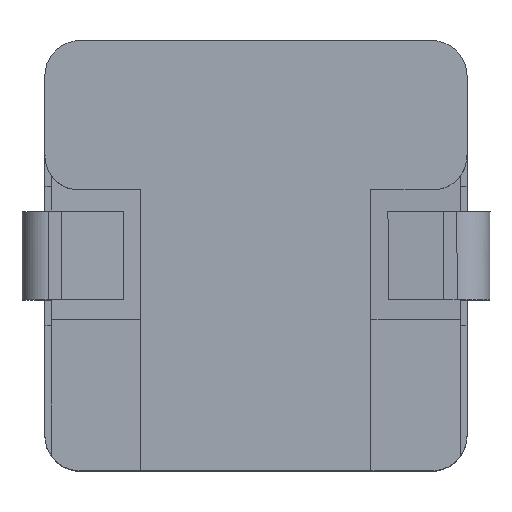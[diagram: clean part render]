
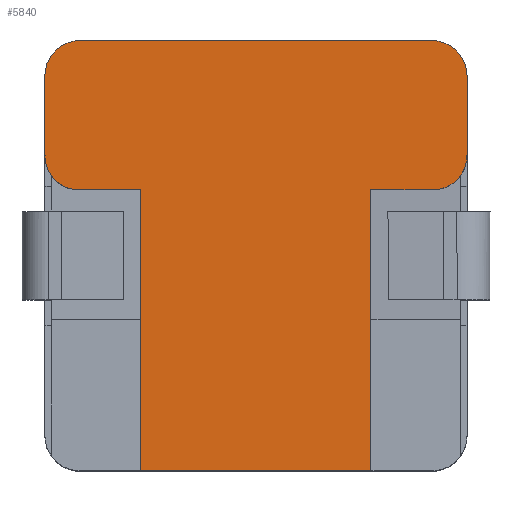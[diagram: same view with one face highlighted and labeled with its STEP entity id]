
A CAD part, top view. The second image highlights one B-rep face of the part: STEP entity #5840.
In plain terms, the highlighted planar face has unit normal (0, 0, 1).
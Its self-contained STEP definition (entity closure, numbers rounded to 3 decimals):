
#33=CIRCLE('',#6080,0.8);
#34=CIRCLE('',#6081,0.8);
#48=(
BOUNDED_CURVE()
B_SPLINE_CURVE(3,(#7616,#7617,#7618,#7619),.CIRCULAR_ARC.,.F.,.F.)
B_SPLINE_CURVE_WITH_KNOTS((4,4),(0.,1.),.UNSPECIFIED.)
CURVE()
GEOMETRIC_REPRESENTATION_ITEM()
RATIONAL_B_SPLINE_CURVE((1.,0.805,0.805,1.))
REPRESENTATION_ITEM('')
);
#49=(
BOUNDED_CURVE()
B_SPLINE_CURVE(3,(#7630,#7631,#7632,#7633),.CIRCULAR_ARC.,.F.,.F.)
B_SPLINE_CURVE_WITH_KNOTS((4,4),(0.,1.),.UNSPECIFIED.)
CURVE()
GEOMETRIC_REPRESENTATION_ITEM()
RATIONAL_B_SPLINE_CURVE((1.,0.805,0.805,1.))
REPRESENTATION_ITEM('')
);
#541=ORIENTED_EDGE('',*,*,#1729,.F.);
#542=ORIENTED_EDGE('',*,*,#1730,.T.);
#543=ORIENTED_EDGE('',*,*,#1731,.F.);
#544=ORIENTED_EDGE('',*,*,#1715,.F.);
#545=ORIENTED_EDGE('',*,*,#1630,.F.);
#546=ORIENTED_EDGE('',*,*,#1691,.F.);
#547=ORIENTED_EDGE('',*,*,#1732,.F.);
#548=ORIENTED_EDGE('',*,*,#1693,.F.);
#549=ORIENTED_EDGE('',*,*,#1627,.F.);
#550=ORIENTED_EDGE('',*,*,#1714,.F.);
#551=ORIENTED_EDGE('',*,*,#1733,.F.);
#552=ORIENTED_EDGE('',*,*,#1734,.T.);
#1627=EDGE_CURVE('',#2248,#2247,#2661,.T.);
#1630=EDGE_CURVE('',#2250,#2249,#2664,.T.);
#1691=EDGE_CURVE('',#2308,#2250,#2721,.T.);
#1693=EDGE_CURVE('',#2247,#2309,#2723,.T.);
#1714=EDGE_CURVE('',#2321,#2248,#48,.T.);
#1715=EDGE_CURVE('',#2249,#2322,#49,.T.);
#1729=EDGE_CURVE('',#2329,#2330,#2752,.T.);
#1730=EDGE_CURVE('',#2329,#2331,#33,.T.);
#1731=EDGE_CURVE('',#2322,#2331,#2753,.T.);
#1732=EDGE_CURVE('',#2309,#2308,#2754,.T.);
#1733=EDGE_CURVE('',#2332,#2321,#2755,.T.);
#1734=EDGE_CURVE('',#2332,#2330,#34,.T.);
#2247=VERTEX_POINT('',#7397);
#2248=VERTEX_POINT('',#7399);
#2249=VERTEX_POINT('',#7403);
#2250=VERTEX_POINT('',#7405);
#2308=VERTEX_POINT('',#7560);
#2309=VERTEX_POINT('',#7564);
#2321=VERTEX_POINT('',#7615);
#2322=VERTEX_POINT('',#7634);
#2329=VERTEX_POINT('',#7664);
#2330=VERTEX_POINT('',#7665);
#2331=VERTEX_POINT('',#7667);
#2332=VERTEX_POINT('',#7671);
#2661=LINE('',#7400,#3066);
#2664=LINE('',#7406,#3069);
#2721=LINE('',#7559,#3126);
#2723=LINE('',#7563,#3128);
#2752=LINE('',#7663,#3157);
#2753=LINE('',#7668,#3158);
#2754=LINE('',#7669,#3159);
#2755=LINE('',#7670,#3160);
#3066=VECTOR('',#6324,1000.);
#3069=VECTOR('',#6329,1000.);
#3126=VECTOR('',#6406,1000.);
#3128=VECTOR('',#6410,1000.);
#3157=VECTOR('',#6469,1000.);
#3158=VECTOR('',#6472,1000.);
#3159=VECTOR('',#6473,1000.);
#3160=VECTOR('',#6474,1000.);
#3475=EDGE_LOOP('',(#541,#542,#543,#544,#545,#546,#547,#548,#549,#550,#551,
#552));
#3731=FACE_BOUND('',#3475,.T.);
#3973=PLANE('',#6079);
#5840=ADVANCED_FACE('',(#3731),#3973,.F.);
#6079=AXIS2_PLACEMENT_3D('',#7662,#6467,#6468);
#6080=AXIS2_PLACEMENT_3D('',#7666,#6470,#6471);
#6081=AXIS2_PLACEMENT_3D('',#7672,#6475,#6476);
#6324=DIRECTION('',(-1.,0.,0.));
#6329=DIRECTION('',(-1.,0.,0.));
#6406=DIRECTION('',(0.,1.,0.));
#6410=DIRECTION('',(0.,-1.,0.));
#6467=DIRECTION('',(0.,0.,-1.));
#6468=DIRECTION('',(0.,1.,0.));
#6469=DIRECTION('',(1.,0.,0.));
#6470=DIRECTION('',(0.,0.,1.));
#6471=DIRECTION('',(-1.,0.,0.));
#6472=DIRECTION('',(0.,1.,0.));
#6473=DIRECTION('',(-1.,0.,0.));
#6474=DIRECTION('',(0.,-1.,0.));
#6475=DIRECTION('',(0.,0.,1.));
#6476=DIRECTION('',(0.,1.,0.));
#7397=CARTESIAN_POINT('',(2.605,1.496,7.124));
#7399=CARTESIAN_POINT('',(4.033,1.496,7.124));
#7400=CARTESIAN_POINT('',(4.033,1.496,7.124));
#7403=CARTESIAN_POINT('',(-4.033,1.496,7.124));
#7405=CARTESIAN_POINT('',(-2.605,1.496,7.124));
#7406=CARTESIAN_POINT('',(-1.942,1.496,7.124));
#7559=CARTESIAN_POINT('',(-2.605,-5.04,7.124));
#7560=CARTESIAN_POINT('',(-2.605,-4.872,7.124));
#7563=CARTESIAN_POINT('',(2.605,1.496,7.124));
#7564=CARTESIAN_POINT('',(2.605,-4.872,7.124));
#7615=CARTESIAN_POINT('',(4.78,2.284,7.124));
#7616=CARTESIAN_POINT('',(4.78,2.284,7.124));
#7617=CARTESIAN_POINT('',(4.78,1.822,7.124));
#7618=CARTESIAN_POINT('',(4.47,1.496,7.124));
#7619=CARTESIAN_POINT('',(4.033,1.496,7.124));
#7630=CARTESIAN_POINT('',(-4.033,1.496,7.124));
#7631=CARTESIAN_POINT('',(-4.47,1.496,7.124));
#7632=CARTESIAN_POINT('',(-4.78,1.822,7.124));
#7633=CARTESIAN_POINT('',(-4.78,2.284,7.124));
#7634=CARTESIAN_POINT('',(-4.78,2.284,7.124));
#7662=CARTESIAN_POINT('',(-4.033,2.284,7.124));
#7663=CARTESIAN_POINT('',(4.033,4.872,7.124));
#7664=CARTESIAN_POINT('',(-3.98,4.872,7.124));
#7665=CARTESIAN_POINT('',(3.98,4.872,7.124));
#7666=CARTESIAN_POINT('',(-3.98,4.072,7.124));
#7667=CARTESIAN_POINT('',(-4.78,4.072,7.124));
#7668=CARTESIAN_POINT('',(-4.78,4.253,7.124));
#7669=CARTESIAN_POINT('',(-3.884,-4.872,7.124));
#7670=CARTESIAN_POINT('',(4.78,2.284,7.124));
#7671=CARTESIAN_POINT('',(4.78,4.072,7.124));
#7672=CARTESIAN_POINT('',(3.98,4.072,7.124));
